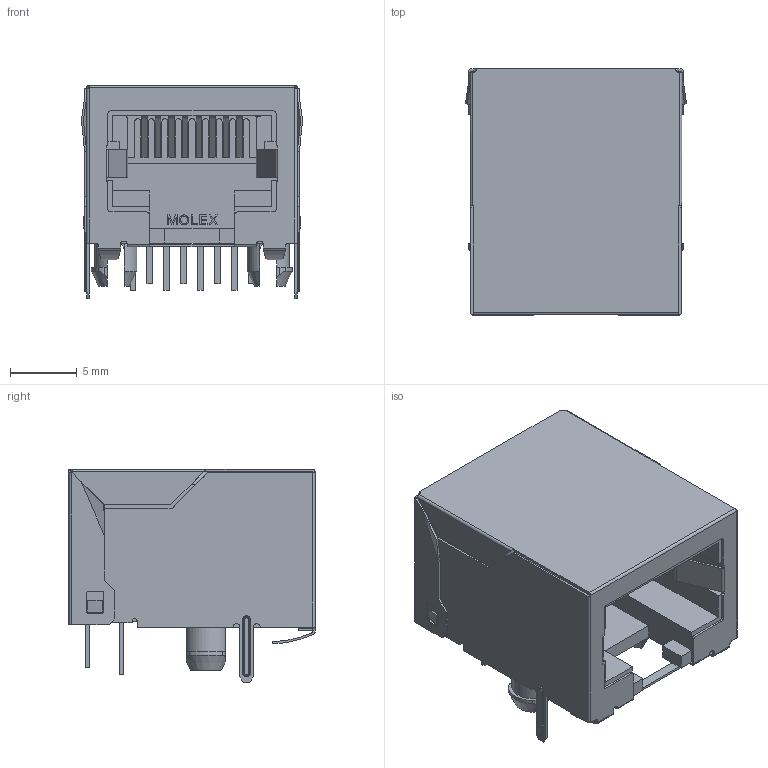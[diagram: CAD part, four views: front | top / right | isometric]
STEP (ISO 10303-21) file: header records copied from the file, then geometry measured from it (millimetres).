
FILE_DESCRIPTION(/* description */ ('STEP AP214'),/* implementation_level */ '2;1');
FILE_NAME(/* name */ 'psolqas_2308_0',/* time_stamp */ '2022-05-03T13:28:03+02:00',/* author */ ('License CC BY-ND 4.0'),/* organization */ ('CADENAS'),/* preprocessor_version */ 'ST-DEVELOPER v18.102',/* originating_system */ 'PARTsolutions',/* authorisation */ ' ');
FILE_SCHEMA (('AUTOMOTIVE_DESIGN {1 0 10303 214 3 1 1}'));
Length unit declared in the file: metre
Products named in the file (1): 432028916wbm000_01
Bounding box: 16.58 x 18.45 x 15.98 mm (x, y, z)
Volume: 2277.5 mm3; surface area: 2838.4 mm2
Topology: 1 solids, 3 shells, 731 faces, 2098 edges, 1374 vertices
Faces by surface type: plane 612, cylinder 107, torus 8, cone 4
Entity records: 23710 total; most frequent: CARTESIAN_POINT 4369, ORIENTED_EDGE 4196, DIRECTION 3767, EDGE_CURVE 2098, LINE 1799, VECTOR 1799, VERTEX_POINT 1374, AXIS2_PLACEMENT_3D 984
